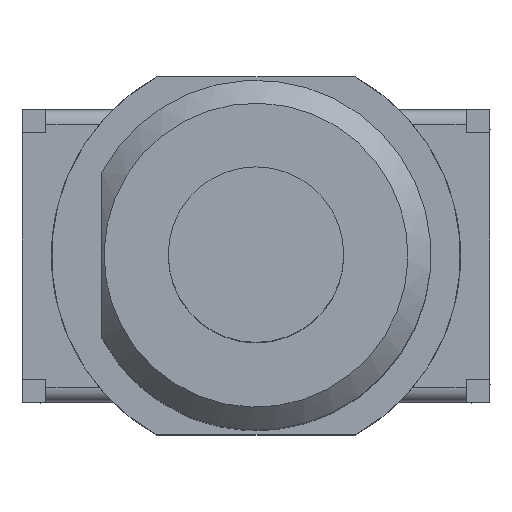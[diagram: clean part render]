
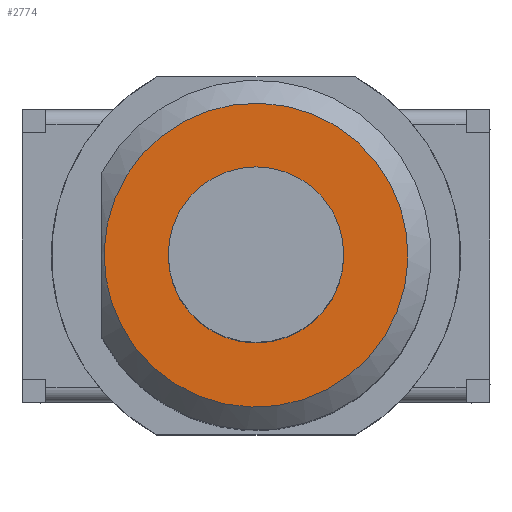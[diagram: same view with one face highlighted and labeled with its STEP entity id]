
A CAD part, top view. The second image highlights one B-rep face of the part: STEP entity #2774.
In plain terms, the highlighted planar face has unit normal (0, 0, 1).
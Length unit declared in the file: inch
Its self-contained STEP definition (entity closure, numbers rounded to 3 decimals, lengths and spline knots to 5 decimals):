
#82=FACE_BOUND('',#352,.T.);
#97=PLANE('',#2952);
#202=FACE_OUTER_BOUND('',#351,.T.);
#351=EDGE_LOOP('',(#1810));
#352=EDGE_LOOP('',(#1811));
#1081=CIRCLE('',#2939,0.06004);
#1086=CIRCLE('',#2948,0.10394);
#1140=VERTEX_POINT('',#3819);
#1151=VERTEX_POINT('',#3847);
#1390=EDGE_CURVE('',#1140,#1140,#1081,.T.);
#1401=EDGE_CURVE('',#1151,#1151,#1086,.T.);
#1810=ORIENTED_EDGE('',*,*,#1401,.F.);
#1811=ORIENTED_EDGE('',*,*,#1390,.T.);
#2774=ADVANCED_FACE('',(#202,#82),#97,.T.);
#2939=AXIS2_PLACEMENT_3D('',#3821,#3140,#3141);
#2948=AXIS2_PLACEMENT_3D('',#3849,#3163,#3164);
#2952=AXIS2_PLACEMENT_3D('',#3857,#3173,#3174);
#3140=DIRECTION('center_axis',(0.,0.,
-1.));
#3141=DIRECTION('ref_axis',(1.,0.,0.));
#3163=DIRECTION('center_axis',(0.,0.,
-1.));
#3164=DIRECTION('ref_axis',(0.882,0.472,0.));
#3173=DIRECTION('center_axis',(0.,0.,
1.));
#3174=DIRECTION('ref_axis',(-1.,0.,0.));
#3819=CARTESIAN_POINT('',(-0.06004,0.,0.6185));
#3821=CARTESIAN_POINT('Origin',(0.,0.,
0.6185));
#3847=CARTESIAN_POINT('',(-0.09163,-0.04906,0.6185));
#3849=CARTESIAN_POINT('Origin',(0.,0.,
0.6185));
#3857=CARTESIAN_POINT('Origin',(-0.00803,0.,
0.6185));
